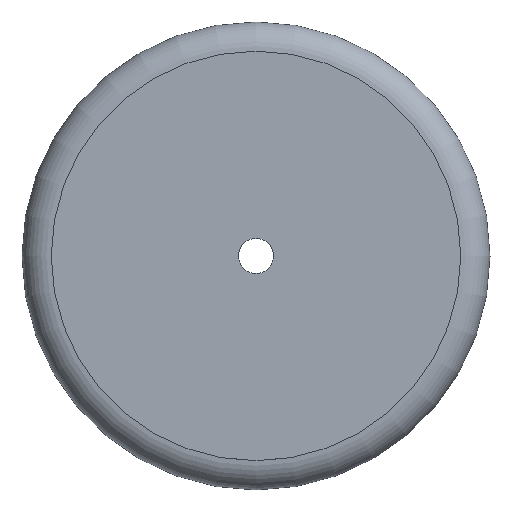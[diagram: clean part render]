
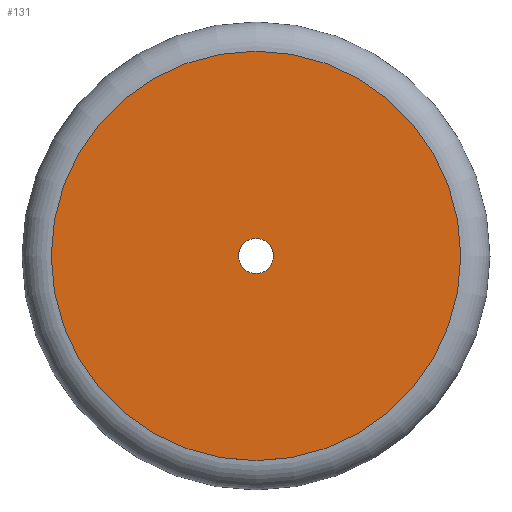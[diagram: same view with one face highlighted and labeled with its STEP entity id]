
A CAD part, top view. The second image highlights one B-rep face of the part: STEP entity #131.
In plain terms, the highlighted planar face has unit normal (0, 0, 1).
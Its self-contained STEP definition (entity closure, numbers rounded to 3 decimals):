
#29=FACE_BOUND('',#44,.T.);
#33=FACE_OUTER_BOUND('',#43,.T.);
#43=EDGE_LOOP('',(#95));
#44=EDGE_LOOP('',(#96));
#57=CIRCLE('',#156,35.);
#58=CIRCLE('',#157,3.);
#69=VERTEX_POINT('',#229);
#70=VERTEX_POINT('',#231);
#79=EDGE_CURVE('',#69,#69,#57,.T.);
#80=EDGE_CURVE('',#70,#70,#58,.T.);
#95=ORIENTED_EDGE('',*,*,#79,.T.);
#96=ORIENTED_EDGE('',*,*,#80,.F.);
#127=PLANE('',#155);
#131=ADVANCED_FACE('',(#33,#29),#127,.F.);
#155=AXIS2_PLACEMENT_3D('',#228,#179,#180);
#156=AXIS2_PLACEMENT_3D('',#230,#181,#182);
#157=AXIS2_PLACEMENT_3D('',#232,#183,#184);
#179=DIRECTION('center_axis',(0.,0.,-1.));
#180=DIRECTION('ref_axis',(-1.,0.,0.));
#181=DIRECTION('center_axis',(0.,0.,1.));
#182=DIRECTION('ref_axis',(1.,0.,0.));
#183=DIRECTION('center_axis',(0.,0.,1.));
#184=DIRECTION('ref_axis',(1.,0.,0.));
#228=CARTESIAN_POINT('Origin',(40.,0.,26.));
#229=CARTESIAN_POINT('',(-35.,0.,26.));
#230=CARTESIAN_POINT('Origin',(0.,0.,26.));
#231=CARTESIAN_POINT('',(-3.,0.,26.));
#232=CARTESIAN_POINT('Origin',(0.,0.,26.));
